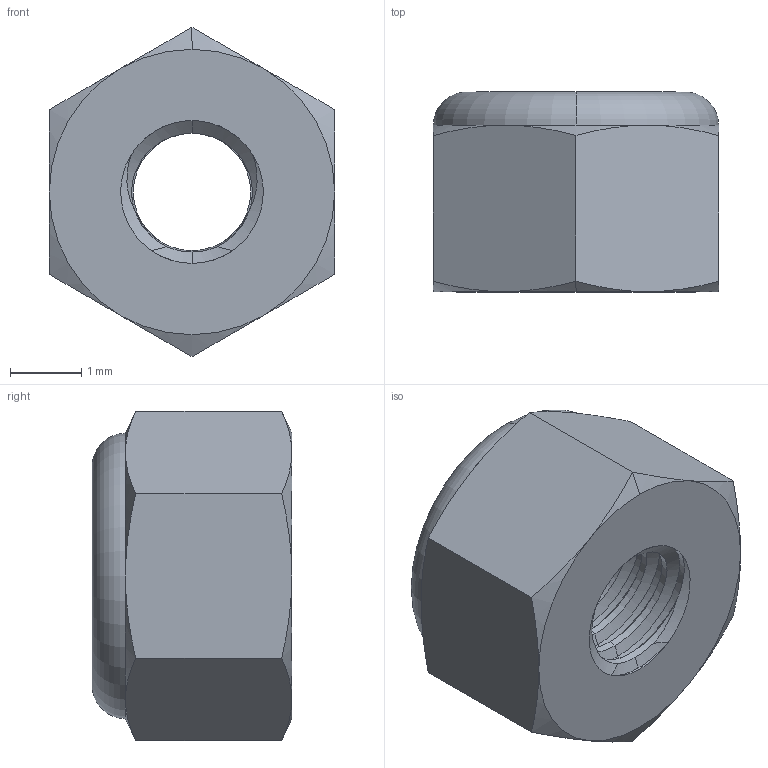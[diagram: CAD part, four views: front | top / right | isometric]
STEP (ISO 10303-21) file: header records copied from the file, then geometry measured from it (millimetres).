
FILE_DESCRIPTION (( 'STEP AP203' ), '1' );
FILE_NAME ('93625A101.step', '2015-02-24T20:51:03', ( '' ), ( '' ), 'SwSTEP 2.0', 'SolidWorks 2010', '' );
FILE_SCHEMA (( 'CONFIG_CONTROL_DESIGN' ));
Length unit declared in the file: millimetre
Products named in the file (1): 93625A101
Bounding box: 4 x 2.8 x 4.62 mm (x, y, z)
Volume: 28.6 mm3; surface area: 108.9 mm2
Topology: 2 solids, 2 shells, 91 faces, 197 edges, 112 vertices
Faces by surface type: cone 42, cylinder 31, plane 12, torus 6
Entity records: 2860 total; most frequent: CARTESIAN_POINT 898, ORIENTED_EDGE 394, DIRECTION 389, EDGE_CURVE 197, AXIS2_PLACEMENT_3D 167, VERTEX_POINT 112, EDGE_LOOP 97, ADVANCED_FACE 91
